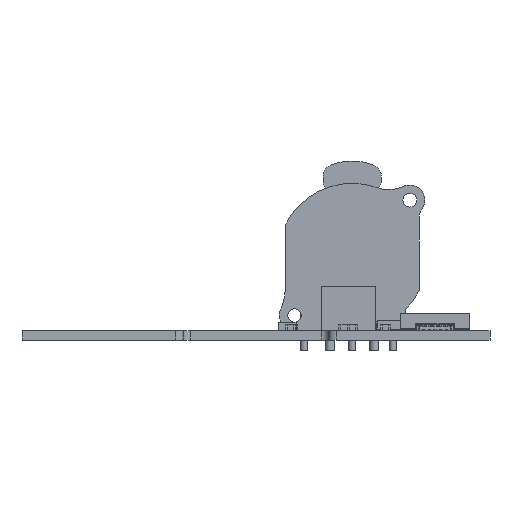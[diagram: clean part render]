
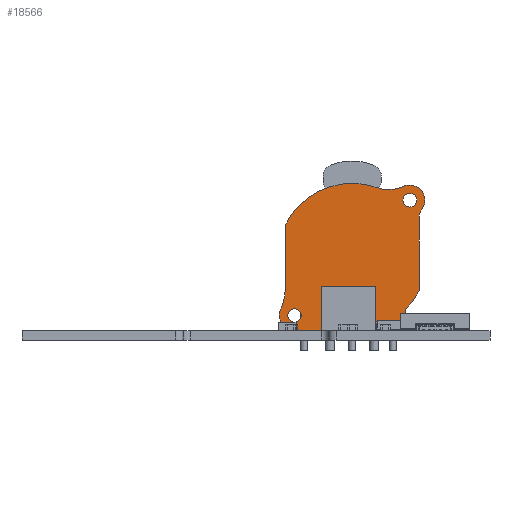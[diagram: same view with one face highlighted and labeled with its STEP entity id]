
A CAD part, front view. The second image highlights one B-rep face of the part: STEP entity #18566.
In plain terms, the highlighted face is planar.
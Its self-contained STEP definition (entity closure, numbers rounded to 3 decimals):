
#18522 = VERTEX_POINT('',#18523);
#18523 = CARTESIAN_POINT('',(11.075,9.9,19.5));
#18529 = EDGE_CURVE('',#18522,#18530,#18532,.T.);
#18530 = VERTEX_POINT('',#18531);
#18531 = CARTESIAN_POINT('',(8.725,9.9,19.5));
#18532 = CIRCLE('',#18533,1.175);
#18533 = AXIS2_PLACEMENT_3D('',#18534,#18535,#18536);
#18534 = CARTESIAN_POINT('',(9.9,9.9,19.5));
#18535 = DIRECTION('',(0.,0.,-1.));
#18536 = DIRECTION('',(1.,0.,0.));
#18554 = EDGE_CURVE('',#18530,#18522,#18555,.T.);
#18555 = CIRCLE('',#18556,1.175);
#18556 = AXIS2_PLACEMENT_3D('',#18557,#18558,#18559);
#18557 = CARTESIAN_POINT('',(9.9,9.9,19.5));
#18558 = DIRECTION('',(0.,0.,-1.));
#18559 = DIRECTION('',(-1.,0.,0.));
#18566 = ADVANCED_FACE('',(#18567,#18664,#18668),#18688,.T.);
#18567 = FACE_BOUND('',#18568,.F.);
#18568 = EDGE_LOOP('',(#18569,#18579,#18588,#18597,#18606,#18615,#18623,
    #18632,#18640,#18648,#18657));
#18569 = ORIENTED_EDGE('',*,*,#18570,.F.);
#18570 = EDGE_CURVE('',#18571,#18573,#18575,.T.);
#18571 = VERTEX_POINT('',#18572);
#18572 = CARTESIAN_POINT('',(-11.5,5.62,19.5));
#18573 = VERTEX_POINT('',#18574);
#18574 = CARTESIAN_POINT('',(-11.5,-5.406,19.5));
#18575 = LINE('',#18576,#18577);
#18576 = CARTESIAN_POINT('',(-11.5,5.62,19.5));
#18577 = VECTOR('',#18578,1.);
#18578 = DIRECTION('',(0.,-1.,0.));
#18579 = ORIENTED_EDGE('',*,*,#18580,.F.);
#18580 = EDGE_CURVE('',#18581,#18571,#18583,.T.);
#18581 = VERTEX_POINT('',#18582);
#18582 = CARTESIAN_POINT('',(4.292,12.059,19.5));
#18583 = CIRCLE('',#18584,12.8);
#18584 = AXIS2_PLACEMENT_3D('',#18585,#18586,#18587);
#18585 = CARTESIAN_POINT('',(0.,0.,19.5));
#18586 = DIRECTION('',(0.,0.,1.));
#18587 = DIRECTION('',(0.335,0.942,0.));
#18588 = ORIENTED_EDGE('',*,*,#18589,.F.);
#18589 = EDGE_CURVE('',#18590,#18581,#18592,.T.);
#18590 = VERTEX_POINT('',#18591);
#18591 = CARTESIAN_POINT('',(8.813,12.262,19.5));
#18592 = CIRCLE('',#18593,6.);
#18593 = AXIS2_PLACEMENT_3D('',#18594,#18595,#18596);
#18594 = CARTESIAN_POINT('',(6.303,17.712,19.5));
#18595 = DIRECTION('',(0.,0.,-1.));
#18596 = DIRECTION('',(0.418,-0.908,0.));
#18597 = ORIENTED_EDGE('',*,*,#18598,.F.);
#18598 = EDGE_CURVE('',#18599,#18590,#18601,.T.);
#18599 = VERTEX_POINT('',#18600);
#18600 = CARTESIAN_POINT('',(12.036,8.417,19.5));
#18601 = CIRCLE('',#18602,2.6);
#18602 = AXIS2_PLACEMENT_3D('',#18603,#18604,#18605);
#18603 = CARTESIAN_POINT('',(9.9,9.9,19.5));
#18604 = DIRECTION('',(0.,0.,1.));
#18605 = DIRECTION('',(0.821,-0.57,0.));
#18606 = ORIENTED_EDGE('',*,*,#18607,.F.);
#18607 = EDGE_CURVE('',#18608,#18599,#18610,.T.);
#18608 = VERTEX_POINT('',#18609);
#18609 = CARTESIAN_POINT('',(11.5,6.706,19.5));
#18610 = CIRCLE('',#18611,3.);
#18611 = AXIS2_PLACEMENT_3D('',#18612,#18613,#18614);
#18612 = CARTESIAN_POINT('',(14.5,6.706,19.5));
#18613 = DIRECTION('',(0.,0.,-1.));
#18614 = DIRECTION('',(-1.,0.,0.));
#18615 = ORIENTED_EDGE('',*,*,#18616,.F.);
#18616 = EDGE_CURVE('',#18617,#18608,#18619,.T.);
#18617 = VERTEX_POINT('',#18618);
#18618 = CARTESIAN_POINT('',(11.5,-5.62,19.5));
#18619 = LINE('',#18620,#18621);
#18620 = CARTESIAN_POINT('',(11.5,-5.62,19.5));
#18621 = VECTOR('',#18622,1.);
#18622 = DIRECTION('',(0.,1.,0.));
#18623 = ORIENTED_EDGE('',*,*,#18624,.F.);
#18624 = EDGE_CURVE('',#18625,#18617,#18627,.T.);
#18625 = VERTEX_POINT('',#18626);
#18626 = CARTESIAN_POINT('',(9.2,-8.899,19.5));
#18627 = CIRCLE('',#18628,12.8);
#18628 = AXIS2_PLACEMENT_3D('',#18629,#18630,#18631);
#18629 = CARTESIAN_POINT('',(0.,0.,19.5));
#18630 = DIRECTION('',(0.,0.,1.));
#18631 = DIRECTION('',(0.719,-0.695,0.));
#18632 = ORIENTED_EDGE('',*,*,#18633,.F.);
#18633 = EDGE_CURVE('',#18634,#18625,#18636,.T.);
#18634 = VERTEX_POINT('',#18635);
#18635 = CARTESIAN_POINT('',(9.2,-12.5,19.5));
#18636 = LINE('',#18637,#18638);
#18637 = CARTESIAN_POINT('',(9.2,-12.5,19.5));
#18638 = VECTOR('',#18639,1.);
#18639 = DIRECTION('',(0.,1.,0.));
#18640 = ORIENTED_EDGE('',*,*,#18641,.F.);
#18641 = EDGE_CURVE('',#18642,#18634,#18644,.T.);
#18642 = VERTEX_POINT('',#18643);
#18643 = CARTESIAN_POINT('',(-9.9,-12.5,19.5));
#18644 = LINE('',#18645,#18646);
#18645 = CARTESIAN_POINT('',(-9.9,-12.5,19.5));
#18646 = VECTOR('',#18647,1.);
#18647 = DIRECTION('',(1.,0.,0.));
#18648 = ORIENTED_EDGE('',*,*,#18649,.F.);
#18649 = EDGE_CURVE('',#18650,#18642,#18652,.T.);
#18650 = VERTEX_POINT('',#18651);
#18651 = CARTESIAN_POINT('',(-12.255,-8.798,19.5));
#18652 = CIRCLE('',#18653,2.6);
#18653 = AXIS2_PLACEMENT_3D('',#18654,#18655,#18656);
#18654 = CARTESIAN_POINT('',(-9.9,-9.9,19.5));
#18655 = DIRECTION('',(0.,0.,1.));
#18656 = DIRECTION('',(-0.906,0.424,0.));
#18657 = ORIENTED_EDGE('',*,*,#18658,.F.);
#18658 = EDGE_CURVE('',#18573,#18650,#18659,.T.);
#18659 = CIRCLE('',#18660,8.);
#18660 = AXIS2_PLACEMENT_3D('',#18661,#18662,#18663);
#18661 = CARTESIAN_POINT('',(-19.5,-5.406,19.5));
#18662 = DIRECTION('',(0.,0.,-1.));
#18663 = DIRECTION('',(1.,0.,0.));
#18664 = FACE_BOUND('',#18665,.F.);
#18665 = EDGE_LOOP('',(#18666,#18667));
#18666 = ORIENTED_EDGE('',*,*,#18529,.F.);
#18667 = ORIENTED_EDGE('',*,*,#18554,.F.);
#18668 = FACE_BOUND('',#18669,.F.);
#18669 = EDGE_LOOP('',(#18670,#18681));
#18670 = ORIENTED_EDGE('',*,*,#18671,.F.);
#18671 = EDGE_CURVE('',#18672,#18674,#18676,.T.);
#18672 = VERTEX_POINT('',#18673);
#18673 = CARTESIAN_POINT('',(-8.725,-9.9,19.5));
#18674 = VERTEX_POINT('',#18675);
#18675 = CARTESIAN_POINT('',(-11.075,-9.9,19.5));
#18676 = CIRCLE('',#18677,1.175);
#18677 = AXIS2_PLACEMENT_3D('',#18678,#18679,#18680);
#18678 = CARTESIAN_POINT('',(-9.9,-9.9,19.5));
#18679 = DIRECTION('',(0.,0.,-1.));
#18680 = DIRECTION('',(1.,0.,0.));
#18681 = ORIENTED_EDGE('',*,*,#18682,.F.);
#18682 = EDGE_CURVE('',#18674,#18672,#18683,.T.);
#18683 = CIRCLE('',#18684,1.175);
#18684 = AXIS2_PLACEMENT_3D('',#18685,#18686,#18687);
#18685 = CARTESIAN_POINT('',(-9.9,-9.9,19.5));
#18686 = DIRECTION('',(0.,0.,-1.));
#18687 = DIRECTION('',(-1.,0.,0.));
#18688 = PLANE('',#18689);
#18689 = AXIS2_PLACEMENT_3D('',#18690,#18691,#18692);
#18690 = CARTESIAN_POINT('',(0.,0.,19.5));
#18691 = DIRECTION('',(0.,0.,1.));
#18692 = DIRECTION('',(1.,0.,0.));
